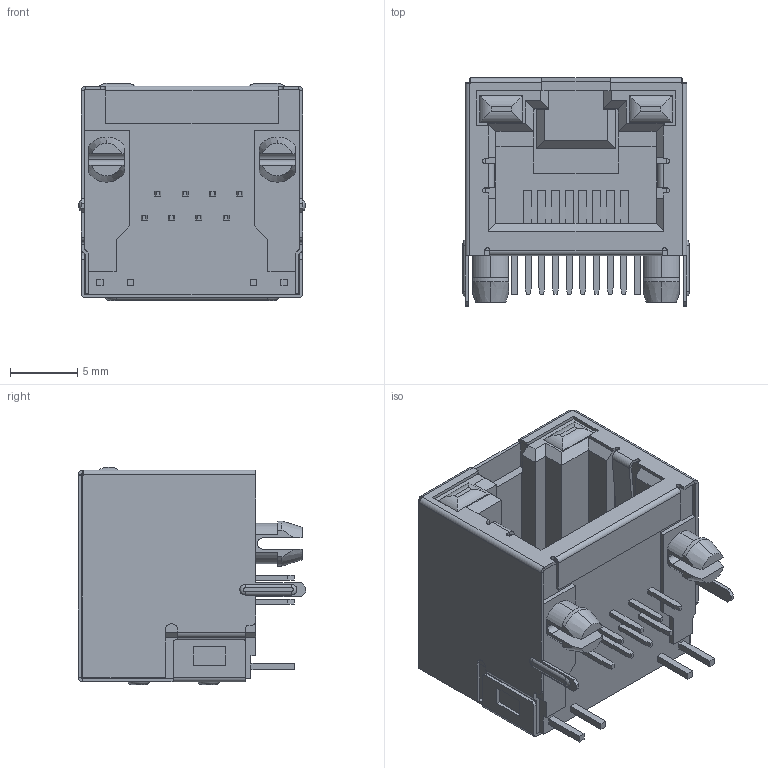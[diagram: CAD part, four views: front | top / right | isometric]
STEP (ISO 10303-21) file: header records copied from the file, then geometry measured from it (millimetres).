
FILE_DESCRIPTION (( 'STEP AP214' ), '1' );
FILE_NAME ('MTJ-88ARX1-FSM-LG.STEP', '2024-01-17T05:21:39', ( '' ), ( '' ), 'SwSTEP 2.0', 'SolidWorks 2021', '' );
FILE_SCHEMA (( 'AUTOMOTIVE_DESIGN' ));
Length unit declared in the file: inch
Products named in the file (1): MTJ-88ARX1-FSM-LG
Bounding box: 16.81 x 16.94 x 16.15 mm (x, y, z)
Volume: 2400.7 mm3; surface area: 4078.2 mm2
Topology: 24 solids, 24 shells, 512 faces, 1292 edges, 832 vertices
Faces by surface type: plane 416, cylinder 80, torus 10, cone 6
Entity records: 15423 total; most frequent: CARTESIAN_POINT 2725, ORIENTED_EDGE 2584, DIRECTION 2468, EDGE_CURVE 1292, LINE 1094, VECTOR 1094, VERTEX_POINT 832, AXIS2_PLACEMENT_3D 687
